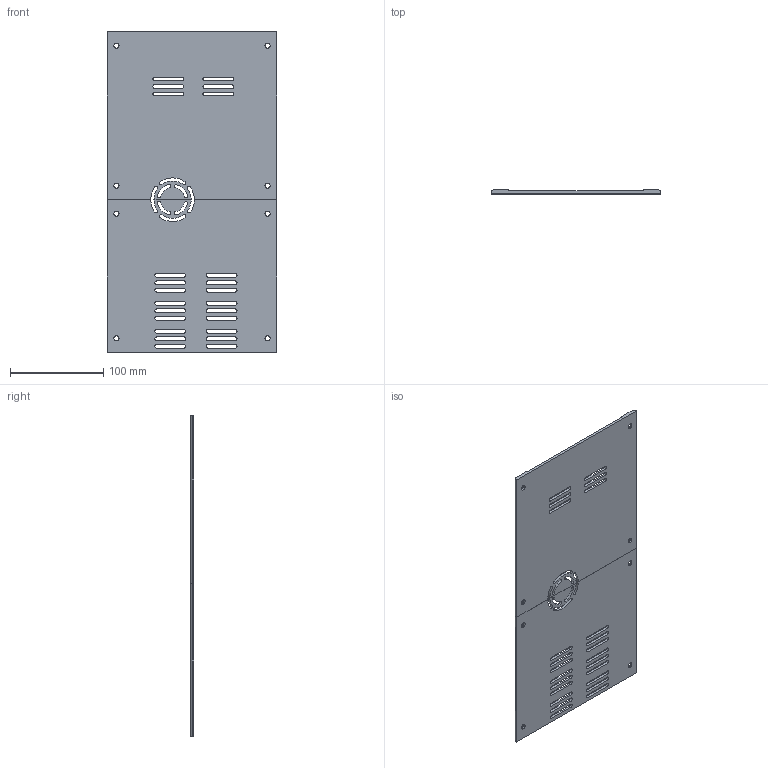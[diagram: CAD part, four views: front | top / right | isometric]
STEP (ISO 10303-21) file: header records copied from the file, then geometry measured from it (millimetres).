
FILE_DESCRIPTION(/* description */ (''),/* implementation_level */ '2;1');
FILE_NAME(/* name */ 'Step''s/1-Squire CBA Top Cover 2 v2.step',/* time_stamp */ '2019-10-20T17:01:06-04:00',/* author */ (''),/* organization */ (''),/* preprocessor_version */ 'ST-DEVELOPER v18',/* originating_system */ 'Autodesk Translation Framework v8.6.0.1094',/* authorisation */ '');
FILE_SCHEMA (('AUTOMOTIVE_DESIGN { 1 0 10303 214 3 1 1 }'));
Length unit declared in the file: millimetre
Products named in the file (2): 1-Squire CBA Top Cover 2; 1-CBA_top_Cover_V5 v2
Assembly tree (1 placements, depth 2):
  1-Squire CBA Top Cover 2
    1-CBA_top_Cover_V5 v2
Bounding box: 181.8 x 4 x 343.4 mm (x, y, z)
Volume: 177307.9 mm3; surface area: 127893.4 mm2
Topology: 2 solids, 2 shells, 188 faces, 544 edges, 368 vertices
Faces by surface type: cylinder 112, plane 76
Full cylindrical faces by diameter (mm): 5.5 x8, 10 x8
Entity records: 6527 total; most frequent: DIRECTION 1166, CARTESIAN_POINT 1103, ORIENTED_EDGE 1088, EDGE_CURVE 544, AXIS2_PLACEMENT_3D 431, VERTEX_POINT 368, LINE 304, VECTOR 304
